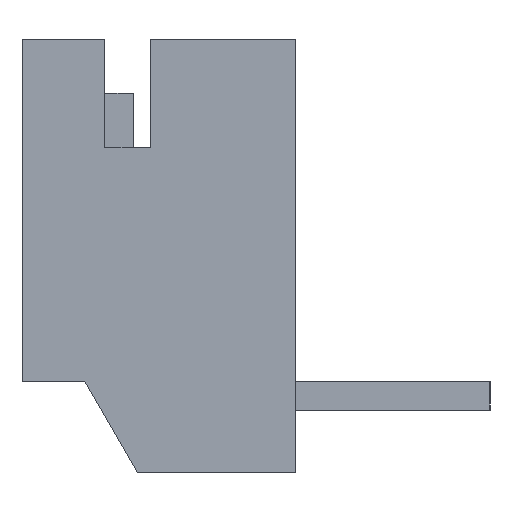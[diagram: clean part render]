
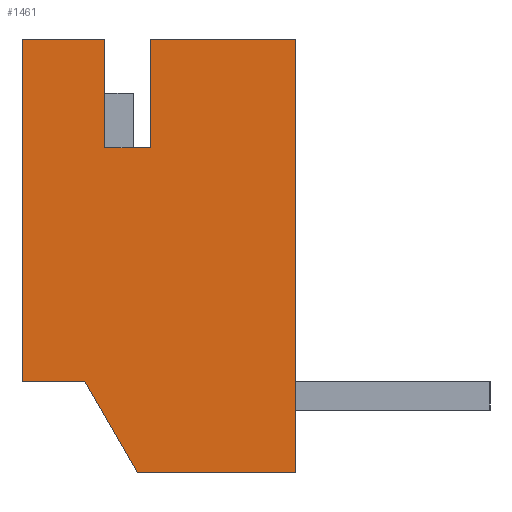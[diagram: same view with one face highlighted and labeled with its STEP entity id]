
A CAD part, left-side view. The second image highlights one B-rep face of the part: STEP entity #1461.
In plain terms, the highlighted planar face has unit normal (-1, 0, 0).
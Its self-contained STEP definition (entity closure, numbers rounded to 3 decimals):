
#185 = DIRECTION ( 'NONE',  ( 0., -1., 0. ) ) ;
#186 = VECTOR ( 'NONE', #185, 1000. ) ;
#187 = CARTESIAN_POINT ( 'NONE',  ( -34.7, -3.6, 13.35 ) ) ;
#188 = LINE ( 'NONE', #187, #186 ) ;
#190 = CARTESIAN_POINT ( 'NONE',  ( -34.7, -6., 13.35 ) ) ;
#214 = CARTESIAN_POINT ( 'NONE',  ( -34.7, -2.3, 14.95 ) ) ;
#215 = DIRECTION ( 'NONE',  ( 0., -0.5, -0.866 ) ) ;
#216 = VECTOR ( 'NONE', #215, 1000. ) ;
#247 = CARTESIAN_POINT ( 'NONE',  ( -34.7, -2.3, 14.95 ) ) ;
#248 = LINE ( 'NONE', #247, #216 ) ;
#249 = CARTESIAN_POINT ( 'NONE',  ( -34.7, -3.224, 13.35 ) ) ;
#295 = VECTOR ( 'NONE', #341, 1000. ) ;
#297 = CARTESIAN_POINT ( 'NONE',  ( -34.7, -3.45, 19.05 ) ) ;
#298 = CARTESIAN_POINT ( 'NONE',  ( -34.7, -3.45, 20.95 ) ) ;
#341 = DIRECTION ( 'NONE',  ( 0., 1., 0. ) ) ;
#342 = CARTESIAN_POINT ( 'NONE',  ( -34.7, -3.6, 19.05 ) ) ;
#343 = LINE ( 'NONE', #342, #295 ) ;
#345 = CARTESIAN_POINT ( 'NONE',  ( -34.7, -2.65, 20.95 ) ) ;
#383 = CARTESIAN_POINT ( 'NONE',  ( -34.7, -2.65, 19.05 ) ) ;
#384 = DIRECTION ( 'NONE',  ( 0., 0., 1. ) ) ;
#385 = VECTOR ( 'NONE', #384, 1000. ) ;
#386 = CARTESIAN_POINT ( 'NONE',  ( -34.7, -2.65, 17.15 ) ) ;
#387 = LINE ( 'NONE', #386, #385 ) ;
#396 = DIRECTION ( 'NONE',  ( 0., 0., -1. ) ) ;
#397 = VECTOR ( 'NONE', #396, 1000. ) ;
#398 = CARTESIAN_POINT ( 'NONE',  ( -34.7, -3.45, 17.15 ) ) ;
#399 = LINE ( 'NONE', #398, #397 ) ;
#1290 = EDGE_CURVE ( 'NONE', #6100, #1693, #2429, .T. ) ;
#1330 = EDGE_CURVE ( 'NONE', #1693, #6122, #2490, .T. ) ;
#1451 = ORIENTED_EDGE ( 'NONE', *, *, #6107, .T. ) ;
#1452 = ORIENTED_EDGE ( 'NONE', *, *, #1462, .T. ) ;
#1453 = ORIENTED_EDGE ( 'NONE', *, *, #1455, .T. ) ;
#1454 = VERTEX_POINT ( 'NONE', #2946 ) ;
#1455 = EDGE_CURVE ( 'NONE', #1460, #1454, #2945, .T. ) ;
#1456 = ORIENTED_EDGE ( 'NONE', *, *, #1457, .T. ) ;
#1457 = EDGE_CURVE ( 'NONE', #1454, #6087, #3017, .T. ) ;
#1460 = VERTEX_POINT ( 'NONE', #2963 ) ;
#1461 = ADVANCED_FACE ( 'NONE', ( #2974 ), #2983, .T. ) ;
#1462 = EDGE_CURVE ( 'NONE', #6109, #1460, #2978, .T. ) ;
#1472 = EDGE_LOOP ( 'NONE', ( #1640, #1478, #1479, #1641, #1451, #1452, #1453, #1456, #1480, #1481 ) ) ;
#1478 = ORIENTED_EDGE ( 'NONE', *, *, #1330, .T. ) ;
#1479 = ORIENTED_EDGE ( 'NONE', *, *, #6121, .T. ) ;
#1480 = ORIENTED_EDGE ( 'NONE', *, *, #6086, .T. ) ;
#1481 = ORIENTED_EDGE ( 'NONE', *, *, #6102, .T. ) ;
#1640 = ORIENTED_EDGE ( 'NONE', *, *, #1290, .T. ) ;
#1641 = ORIENTED_EDGE ( 'NONE', *, *, #6135, .T. ) ;
#1693 = VERTEX_POINT ( 'NONE', #5101 ) ;
#2426 = DIRECTION ( 'NONE',  ( 0., 0., 1. ) ) ;
#2427 = VECTOR ( 'NONE', #2426, 1000. ) ;
#2428 = CARTESIAN_POINT ( 'NONE',  ( -34.7, -6., 17.15 ) ) ;
#2429 = LINE ( 'NONE', #2428, #2427 ) ;
#2487 = DIRECTION ( 'NONE',  ( 0., 1., 0. ) ) ;
#2488 = VECTOR ( 'NONE', #2487, 1000. ) ;
#2489 = CARTESIAN_POINT ( 'NONE',  ( -34.7, -3.6, 20.95 ) ) ;
#2490 = LINE ( 'NONE', #2489, #2488 ) ;
#2942 = DIRECTION ( 'NONE',  ( 0., 0., -1. ) ) ;
#2943 = VECTOR ( 'NONE', #2942, 1000. ) ;
#2944 = CARTESIAN_POINT ( 'NONE',  ( -34.7, -1.2, 17.95 ) ) ;
#2945 = LINE ( 'NONE', #2944, #2943 ) ;
#2946 = CARTESIAN_POINT ( 'NONE',  ( -34.7, -1.2, 14.95 ) ) ;
#2957 = DIRECTION ( 'NONE',  ( 0., -1., 0. ) ) ;
#2963 = CARTESIAN_POINT ( 'NONE',  ( -34.7, -1.2, 20.95 ) ) ;
#2974 = FACE_OUTER_BOUND ( 'NONE', #1472, .T. ) ;
#2975 = DIRECTION ( 'NONE',  ( 0., 1., 0. ) ) ;
#2976 = VECTOR ( 'NONE', #2975, 1000. ) ;
#2977 = CARTESIAN_POINT ( 'NONE',  ( -34.7, -3.6, 20.95 ) ) ;
#2978 = LINE ( 'NONE', #2977, #2976 ) ;
#2979 = DIRECTION ( 'NONE',  ( 0., -1., 0. ) ) ;
#2980 = DIRECTION ( 'NONE',  ( -1., 0., 0. ) ) ;
#2981 = CARTESIAN_POINT ( 'NONE',  ( -34.7, -1.2, 13.35 ) ) ;
#2982 = AXIS2_PLACEMENT_3D ( 'NONE', #2981, #2980, #2979 ) ;
#2983 = PLANE ( 'NONE',  #2982 ) ;
#3015 = VECTOR ( 'NONE', #2957, 1000. ) ;
#3016 = CARTESIAN_POINT ( 'NONE',  ( -34.7, -3.6, 14.95 ) ) ;
#3017 = LINE ( 'NONE', #3016, #3015 ) ;
#5101 = CARTESIAN_POINT ( 'NONE',  ( -34.7, -6., 20.95 ) ) ;
#6084 = VERTEX_POINT ( 'NONE', #249 ) ;
#6086 = EDGE_CURVE ( 'NONE', #6087, #6084, #248, .T. ) ;
#6087 = VERTEX_POINT ( 'NONE', #214 ) ;
#6100 = VERTEX_POINT ( 'NONE', #190 ) ;
#6102 = EDGE_CURVE ( 'NONE', #6084, #6100, #188, .T. ) ;
#6107 = EDGE_CURVE ( 'NONE', #6108, #6109, #387, .T. ) ;
#6108 = VERTEX_POINT ( 'NONE', #383 ) ;
#6109 = VERTEX_POINT ( 'NONE', #345 ) ;
#6121 = EDGE_CURVE ( 'NONE', #6122, #6123, #399, .T. ) ;
#6122 = VERTEX_POINT ( 'NONE', #298 ) ;
#6123 = VERTEX_POINT ( 'NONE', #297 ) ;
#6135 = EDGE_CURVE ( 'NONE', #6123, #6108, #343, .T. ) ;
